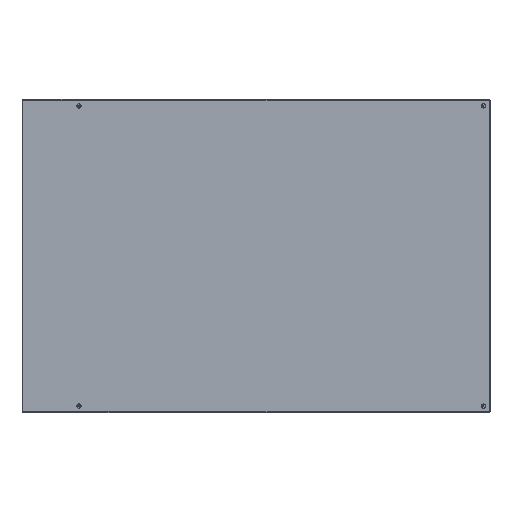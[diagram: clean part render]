
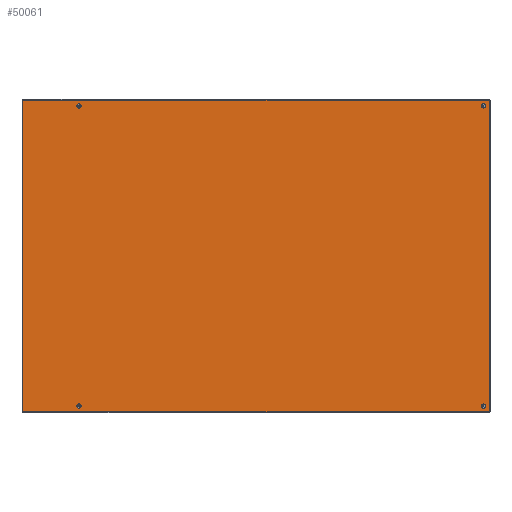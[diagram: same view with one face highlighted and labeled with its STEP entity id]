
A CAD part, left-side view. The second image highlights one B-rep face of the part: STEP entity #50061.
In plain terms, the highlighted face is planar.
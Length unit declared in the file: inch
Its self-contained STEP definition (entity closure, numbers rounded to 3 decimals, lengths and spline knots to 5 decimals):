
#1010 = VERTEX_POINT ( 'NONE', #10163 ) ;
#2479 = CIRCLE ( 'NONE', #48233, 0.25 ) ;
#3313 = CARTESIAN_POINT ( 'NONE',  ( 17.928, 0.072, -23.97305 ) ) ;
#4096 = CARTESIAN_POINT ( 'NONE',  ( -17.928, 0.072, -23.97305 ) ) ;
#4820 = DIRECTION ( 'NONE',  ( 0., 0., -1. ) ) ;
#4858 = EDGE_LOOP ( 'NONE', ( #57144, #68652 ) ) ;
#4915 = ORIENTED_EDGE ( 'NONE', *, *, #11139, .F. ) ;
#4996 = FACE_BOUND ( 'NONE', #83194, .T. ) ;
#5867 = EDGE_CURVE ( 'NONE', #34492, #78428, #59614, .T. ) ;
#6207 = ORIENTED_EDGE ( 'NONE', *, *, #17842, .F. ) ;
#7088 = FACE_BOUND ( 'NONE', #82990, .T. ) ;
#7510 = CARTESIAN_POINT ( 'NONE',  ( 17.25, 0.072, 23.20495 ) ) ;
#7935 = DIRECTION ( 'NONE',  ( 0., 0., -1. ) ) ;
#9101 = CARTESIAN_POINT ( 'NONE',  ( -17.25, 0.072, 23.20495 ) ) ;
#9801 = ORIENTED_EDGE ( 'NONE', *, *, #56442, .F. ) ;
#10163 = CARTESIAN_POINT ( 'NONE',  ( 17.928, 0.072, -23.93705 ) ) ;
#10644 = CARTESIAN_POINT ( 'NONE',  ( -17.928, 0.072, 29.63754 ) ) ;
#11076 = DIRECTION ( 'NONE',  ( 0., 0., -1. ) ) ;
#11139 = EDGE_CURVE ( 'NONE', #41309, #65005, #83922, .T. ) ;
#11835 = CARTESIAN_POINT ( 'NONE',  ( -17.25, 0.072, 23.20495 ) ) ;
#12384 = CARTESIAN_POINT ( 'NONE',  ( -17.25, 0.072, -23.04505 ) ) ;
#13159 = ORIENTED_EDGE ( 'NONE', *, *, #83916, .F. ) ;
#16487 = LINE ( 'NONE', #4096, #29083 ) ;
#17253 = VERTEX_POINT ( 'NONE', #17524 ) ;
#17524 = CARTESIAN_POINT ( 'NONE',  ( -17.25, 0.072, 22.95495 ) ) ;
#17842 = EDGE_CURVE ( 'NONE', #71702, #1010, #53863, .T. ) ;
#19229 = DIRECTION ( 'NONE',  ( 0., 0., -1. ) ) ;
#20452 = ORIENTED_EDGE ( 'NONE', *, *, #53510, .F. ) ;
#20839 = VECTOR ( 'NONE', #83891, 39.37008 ) ;
#24419 = EDGE_LOOP ( 'NONE', ( #6207, #61700, #69059, #32291 ) ) ;
#24955 = AXIS2_PLACEMENT_3D ( 'NONE', #43737, #76712, #30891 ) ;
#27895 = CARTESIAN_POINT ( 'NONE',  ( 17.928, 0.072, 29.63754 ) ) ;
#29049 = CARTESIAN_POINT ( 'NONE',  ( 17.25, 0.072, -23.04505 ) ) ;
#29083 = VECTOR ( 'NONE', #11076, 39.37008 ) ;
#29903 = CARTESIAN_POINT ( 'NONE',  ( 17.25, 0.072, 23.45495 ) ) ;
#30662 = CIRCLE ( 'NONE', #61363, 0.25 ) ;
#30891 = DIRECTION ( 'NONE',  ( 0., 0., 1. ) ) ;
#31470 = DIRECTION ( 'NONE',  ( -1., 0., 0. ) ) ;
#32291 = ORIENTED_EDGE ( 'NONE', *, *, #70669, .F. ) ;
#33495 = ORIENTED_EDGE ( 'NONE', *, *, #69125, .F. ) ;
#33559 = DIRECTION ( 'NONE',  ( 0., 1., 0. ) ) ;
#34492 = VERTEX_POINT ( 'NONE', #27895 ) ;
#34698 = DIRECTION ( 'NONE',  ( 0., 0., -1. ) ) ;
#36627 = AXIS2_PLACEMENT_3D ( 'NONE', #9101, #42128, #7935 ) ;
#36663 = DIRECTION ( 'NONE',  ( 0., 1., 0. ) ) ;
#37555 = DIRECTION ( 'NONE',  ( 0., 0., -1. ) ) ;
#38124 = CARTESIAN_POINT ( 'NONE',  ( -17.25, 0.072, -23.29505 ) ) ;
#38671 = EDGE_CURVE ( 'NONE', #70053, #58331, #63193, .T. ) ;
#39076 = CARTESIAN_POINT ( 'NONE',  ( -17.25, 0.072, -23.29505 ) ) ;
#41116 = DIRECTION ( 'NONE',  ( 0., 0., -1. ) ) ;
#41309 = VERTEX_POINT ( 'NONE', #29049 ) ;
#41685 = DIRECTION ( 'NONE',  ( 0., 1., 0. ) ) ;
#41992 = CARTESIAN_POINT ( 'NONE',  ( -17.25, 0.072, 23.45495 ) ) ;
#42128 = DIRECTION ( 'NONE',  ( 0., 1., 0. ) ) ;
#42769 = LINE ( 'NONE', #3313, #20839 ) ;
#43713 = AXIS2_PLACEMENT_3D ( 'NONE', #11835, #51269, #37555 ) ;
#43737 = CARTESIAN_POINT ( 'NONE',  ( 17.928, 0.072, -23.97305 ) ) ;
#44274 = CARTESIAN_POINT ( 'NONE',  ( -17.928, 0.072, -23.93705 ) ) ;
#44741 = FACE_BOUND ( 'NONE', #4858, .T. ) ;
#47053 = VECTOR ( 'NONE', #31470, 39.37008 ) ;
#48233 = AXIS2_PLACEMENT_3D ( 'NONE', #76647, #36663, #83376 ) ;
#48815 = VERTEX_POINT ( 'NONE', #41992 ) ;
#48986 = EDGE_CURVE ( 'NONE', #56813, #56498, #78655, .T. ) ;
#50061 = ADVANCED_FACE ( 'NONE', ( #4996, #84427, #62495, #7088, #44741 ), #83725, .F. ) ;
#51269 = DIRECTION ( 'NONE',  ( 0., 1., 0. ) ) ;
#51544 = DIRECTION ( 'NONE',  ( 0., 1., 0. ) ) ;
#52971 = AXIS2_PLACEMENT_3D ( 'NONE', #70593, #77253, #64137 ) ;
#53510 = EDGE_CURVE ( 'NONE', #48815, #17253, #81362, .T. ) ;
#53756 = EDGE_CURVE ( 'NONE', #78428, #71702, #16487, .T. ) ;
#53863 = LINE ( 'NONE', #70287, #77891 ) ;
#55361 = CARTESIAN_POINT ( 'NONE',  ( 17.25, 0.072, -23.54505 ) ) ;
#56021 = AXIS2_PLACEMENT_3D ( 'NONE', #74701, #33559, #34698 ) ;
#56442 = EDGE_CURVE ( 'NONE', #56498, #56813, #59355, .T. ) ;
#56498 = VERTEX_POINT ( 'NONE', #73794 ) ;
#56813 = VERTEX_POINT ( 'NONE', #12384 ) ;
#57144 = ORIENTED_EDGE ( 'NONE', *, *, #38671, .F. ) ;
#58052 = CARTESIAN_POINT ( 'NONE',  ( 17.928, 0.072, 29.63754 ) ) ;
#58331 = VERTEX_POINT ( 'NONE', #29903 ) ;
#59355 = CIRCLE ( 'NONE', #67201, 0.25 ) ;
#59614 = LINE ( 'NONE', #58052, #47053 ) ;
#61363 = AXIS2_PLACEMENT_3D ( 'NONE', #7510, #41685, #41116 ) ;
#61700 = ORIENTED_EDGE ( 'NONE', *, *, #53756, .F. ) ;
#62270 = CIRCLE ( 'NONE', #43713, 0.25 ) ;
#62495 = FACE_OUTER_BOUND ( 'NONE', #24419, .T. ) ;
#63193 = CIRCLE ( 'NONE', #56021, 0.25 ) ;
#64137 = DIRECTION ( 'NONE',  ( 0., 0., -1. ) ) ;
#65005 = VERTEX_POINT ( 'NONE', #55361 ) ;
#67201 = AXIS2_PLACEMENT_3D ( 'NONE', #39076, #85781, #19229 ) ;
#68652 = ORIENTED_EDGE ( 'NONE', *, *, #75976, .F. ) ;
#69059 = ORIENTED_EDGE ( 'NONE', *, *, #5867, .F. ) ;
#69125 = EDGE_CURVE ( 'NONE', #17253, #48815, #62270, .T. ) ;
#69713 = ORIENTED_EDGE ( 'NONE', *, *, #48986, .F. ) ;
#70053 = VERTEX_POINT ( 'NONE', #79120 ) ;
#70109 = AXIS2_PLACEMENT_3D ( 'NONE', #38124, #51544, #4820 ) ;
#70287 = CARTESIAN_POINT ( 'NONE',  ( 17.928, 0.072, -23.93705 ) ) ;
#70593 = CARTESIAN_POINT ( 'NONE',  ( 17.25, 0.072, -23.29505 ) ) ;
#70669 = EDGE_CURVE ( 'NONE', #1010, #34492, #42769, .T. ) ;
#71702 = VERTEX_POINT ( 'NONE', #44274 ) ;
#73794 = CARTESIAN_POINT ( 'NONE',  ( -17.25, 0.072, -23.54505 ) ) ;
#73974 = EDGE_LOOP ( 'NONE', ( #9801, #69713 ) ) ;
#74701 = CARTESIAN_POINT ( 'NONE',  ( 17.25, 0.072, 23.20495 ) ) ;
#75976 = EDGE_CURVE ( 'NONE', #58331, #70053, #30662, .T. ) ;
#76647 = CARTESIAN_POINT ( 'NONE',  ( 17.25, 0.072, -23.29505 ) ) ;
#76712 = DIRECTION ( 'NONE',  ( 0., -1., 0. ) ) ;
#77253 = DIRECTION ( 'NONE',  ( 0., 1., 0. ) ) ;
#77891 = VECTOR ( 'NONE', #83682, 39.37008 ) ;
#78428 = VERTEX_POINT ( 'NONE', #10644 ) ;
#78655 = CIRCLE ( 'NONE', #70109, 0.25 ) ;
#79120 = CARTESIAN_POINT ( 'NONE',  ( 17.25, 0.072, 22.95495 ) ) ;
#81362 = CIRCLE ( 'NONE', #36627, 0.25 ) ;
#82990 = EDGE_LOOP ( 'NONE', ( #13159, #4915 ) ) ;
#83194 = EDGE_LOOP ( 'NONE', ( #33495, #20452 ) ) ;
#83376 = DIRECTION ( 'NONE',  ( 0., 0., -1. ) ) ;
#83682 = DIRECTION ( 'NONE',  ( 1., 0., 0. ) ) ;
#83725 = PLANE ( 'NONE',  #24955 ) ;
#83891 = DIRECTION ( 'NONE',  ( 0., 0., 1. ) ) ;
#83916 = EDGE_CURVE ( 'NONE', #65005, #41309, #2479, .T. ) ;
#83922 = CIRCLE ( 'NONE', #52971, 0.25 ) ;
#84427 = FACE_BOUND ( 'NONE', #73974, .T. ) ;
#85781 = DIRECTION ( 'NONE',  ( 0., 1., 0. ) ) ;
